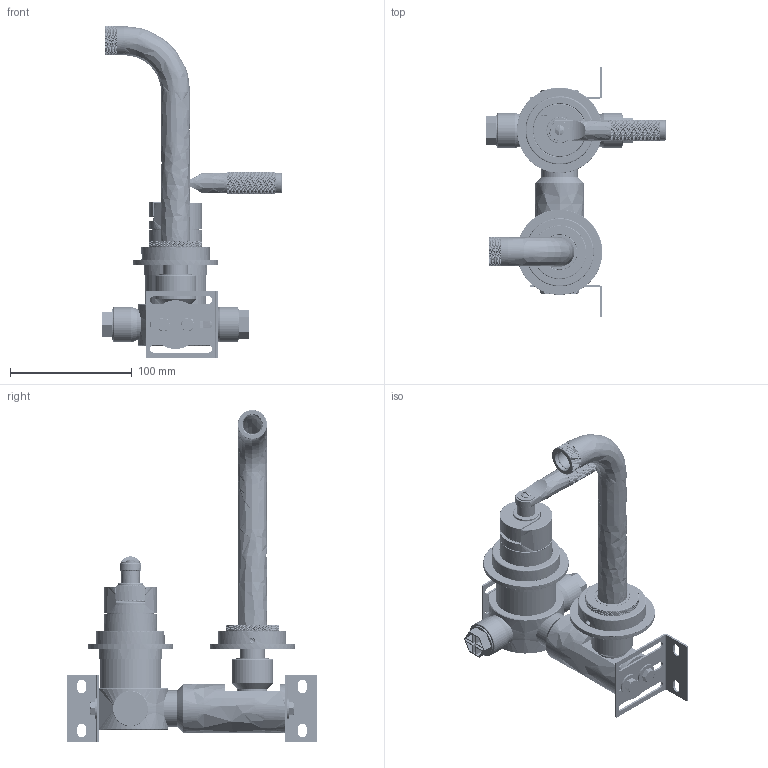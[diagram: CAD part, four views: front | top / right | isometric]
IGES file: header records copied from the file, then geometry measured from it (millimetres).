
Global section: file name: LANDMARK THINNER SPOUTS EXPORTV7K20S-2LK-NP; native system: Autodesk Inventor 2020; preprocessor: unknown; author: camerond; date: 20221128.040929; units: millimetre
Bounding box: 147.1 x 205 x 272.4 mm (x, y, z)
Volume: 440178 mm3; surface area: 232769.1 mm2
Topology: 52 solids, 52 shells, 13890 faces, 30042 edges, 16367 vertices
Faces by surface type: bspline 13890
